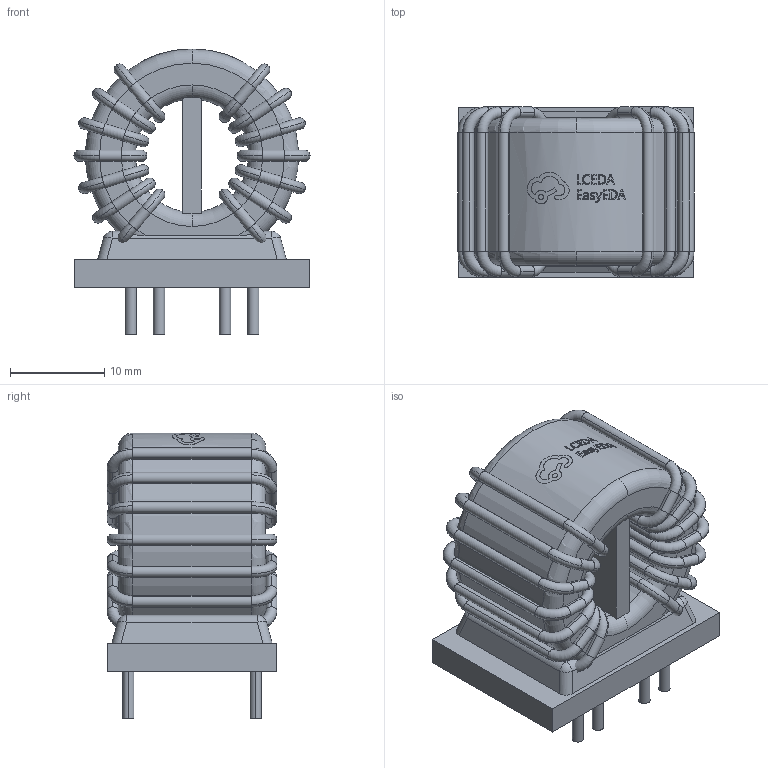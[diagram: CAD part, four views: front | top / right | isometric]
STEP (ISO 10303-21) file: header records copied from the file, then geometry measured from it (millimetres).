
FILE_DESCRIPTION (( 'STEP AP214' ), '1' );
FILE_NAME ('FILTER-TH_8P-L25.0-W18.0.STEP', '2024-02-24T06:43:13', ( '' ), ( '' ), 'SwSTEP 2.0', 'SolidWorks 2020', '' );
FILE_SCHEMA (( 'AUTOMOTIVE_DESIGN' ));
Length unit declared in the file: millimetre
Products named in the file (1): FILTER-TH_8P-L25.0-W18.0
Bounding box: 25.02 x 18.02 x 30.31 mm (x, y, z)
Volume: 7177.4 mm3; surface area: 5619.8 mm2
Topology: 15 solids, 15 shells, 515 faces, 1393 edges, 906 vertices
Faces by surface type: cylinder 158, bspline 121, torus 120, plane 112, sphere 4
Entity records: 24184 total; most frequent: CARTESIAN_POINT 5882, ORIENTED_EDGE 2786, DIRECTION 2449, EDGE_CURVE 1393, AXIS2_PLACEMENT_3D 1075, VERTEX_POINT 906, CIRCLE 680, EDGE_LOOP 545
